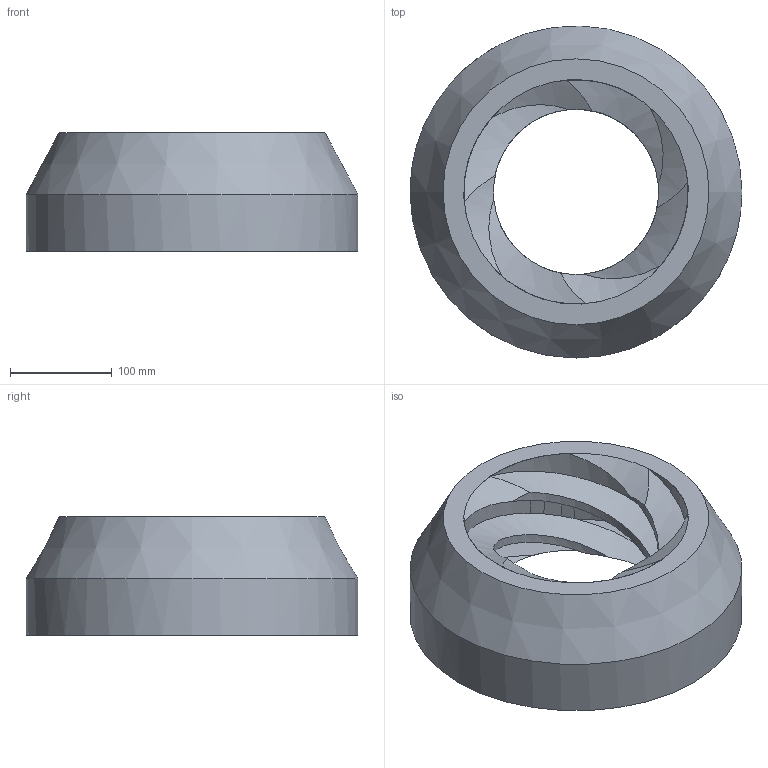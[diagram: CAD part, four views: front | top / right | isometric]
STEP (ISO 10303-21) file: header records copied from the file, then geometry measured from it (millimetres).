
FILE_DESCRIPTION(/* description */ (''),/* implementation_level */ '2;1');
FILE_NAME(/* name */ 'leadscrew_cap.step',/* time_stamp */ '2025-06-21T04:04:31+05:30',/* author */ (''),/* organization */ (''),/* preprocessor_version */ 'ST-DEVELOPER v20.1',/* originating_system */ 'Autodesk Translation Framework v14.10.0.0',/* authorisation */ '');
FILE_SCHEMA (('AUTOMOTIVE_DESIGN { 1 0 10303 214 3 1 1 }'));
Length unit declared in the file: millimetre
Products named in the file (1): leadscrew_cap
Bounding box: 326.56 x 326.56 x 116.84 mm (x, y, z)
Surface area: 302273.5 mm2 (no closed solid volume)
Topology: 0 solids, 1 shells, 68 faces, 210 edges, 140 vertices
Faces by surface type: plane 30, cone 17, cylinder 9, bspline 8, torus 4
Full cylindrical faces by diameter (mm): 326.563 x1
Entity records: 21589 total; most frequent: CARTESIAN_POINT 20009, ORIENTED_EDGE 368, EDGE_CURVE 210, DIRECTION 208, VERTEX_POINT 140, B_SPLINE_CURVE_WITH_KNOTS 130, AXIS2_PLACEMENT_3D 71, EDGE_LOOP 70
